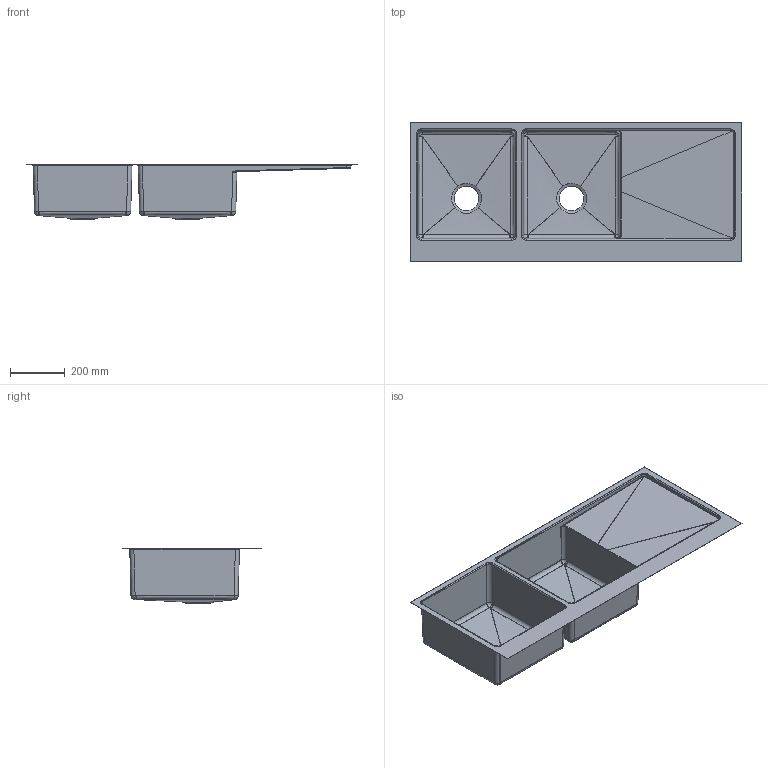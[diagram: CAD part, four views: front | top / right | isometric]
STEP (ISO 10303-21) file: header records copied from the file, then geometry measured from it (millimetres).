
FILE_DESCRIPTION(/* description */ (''),/* implementation_level */ '2;1');
FILE_NAME(/* name */ '1208BRH',/* time_stamp */ '2020-03-09T14:58:02+08:00',/* author */ (''),/* organization */ (''),/* preprocessor_version */ 'ST-DEVELOPER v9',/* originating_system */ 'UGS - NX 4.0',/* authorisation */ '');
FILE_SCHEMA (('AUTOMOTIVE_DESIGN { 1 0 10303 214 1 1 1 1 }'));
Length unit declared in the file: millimetre
Products named in the file (1): Admi97FEwxsm
Bounding box: 1208 x 504 x 200 mm (x, y, z)
Volume: 1116458.9 mm3; surface area: 2233506.5 mm2
Topology: 1 solids, 1 shells, 216 faces, 556 edges, 326 vertices
Faces by surface type: bspline 100, cylinder 48, plane 34, sphere 32, extrusion 2
Entity records: 10104 total; most frequent: CARTESIAN_POINT 5662, ORIENTED_EDGE 1052, DIRECTION 754, EDGE_CURVE 526, VERTEX_POINT 320, AXIS2_PLACEMENT_3D 317, EDGE_LOOP 228, ADVANCED_FACE 216
